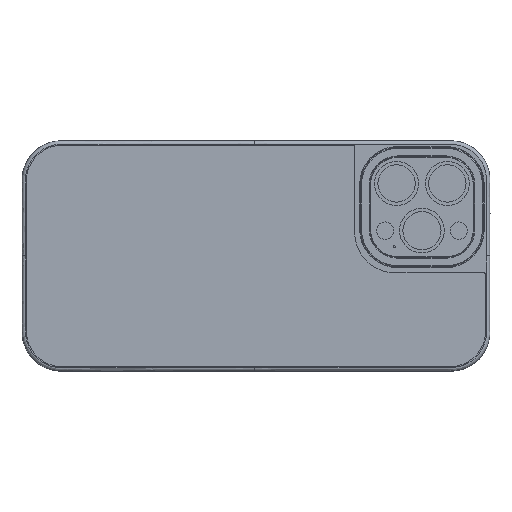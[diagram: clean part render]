
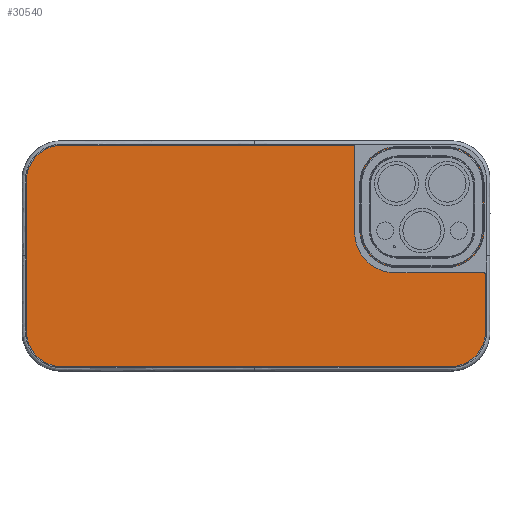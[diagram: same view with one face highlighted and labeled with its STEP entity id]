
A CAD part, top view. The second image highlights one B-rep face of the part: STEP entity #30540.
In plain terms, the highlighted planar face has unit normal (0, 0, 1).
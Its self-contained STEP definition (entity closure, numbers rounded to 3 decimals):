
#29645=CARTESIAN_POINT('',(67.755,26.356,5.475));
#29646=DIRECTION('',(0.,0.,-1.));
#29647=DIRECTION('',(0.,1.,0.));
#29648=AXIS2_PLACEMENT_3D('',#29645,#29646,#29647);
#29650=DIRECTION('',(0.,-1.,0.));
#29651=VECTOR('',#29650,52.712);
#29652=CARTESIAN_POINT('',(80.555,26.356,5.475));
#29653=LINE('',#29652,#29651);
#29654=CARTESIAN_POINT('',(67.755,-26.356,
5.475));
#29655=DIRECTION('',(0.,0.,-1.));
#29656=DIRECTION('',(1.,0.,0.));
#29657=AXIS2_PLACEMENT_3D('',#29654,#29655,#29656);
#29659=DIRECTION('',(-1.,0.,0.));
#29660=VECTOR('',#29659,136.61);
#29661=CARTESIAN_POINT('',(67.755,-39.156,
5.475));
#29662=LINE('',#29661,#29660);
#29663=CARTESIAN_POINT('',(-68.855,-26.356,
5.475));
#29664=DIRECTION('',(0.,0.,-1.));
#29665=DIRECTION('',(0.,-1.,0.));
#29666=AXIS2_PLACEMENT_3D('',#29663,#29664,#29665);
#29668=DIRECTION('',(0.,1.,0.));
#29669=VECTOR('',#29668,52.712);
#29670=CARTESIAN_POINT('',(-81.654,-26.356,
5.475));
#29671=LINE('',#29670,#29669);
#29672=CARTESIAN_POINT('',(-68.855,26.356,
5.475));
#29673=DIRECTION('',(0.,0.,-1.));
#29674=DIRECTION('',(-1.,0.,0.));
#29675=AXIS2_PLACEMENT_3D('',#29672,#29673,#29674);
#29677=DIRECTION('',(1.,0.,0.));
#29678=VECTOR('',#29677,136.61);
#29679=CARTESIAN_POINT('',(-68.855,39.156,
5.475));
#29680=LINE('',#29679,#29678);
#29681=CARTESIAN_POINT('',(49.509,25.164,5.475));
#29682=DIRECTION('',(0.,0.,-1.));
#29683=DIRECTION('',(-1.,0.,0.));
#29684=AXIS2_PLACEMENT_3D('',#29681,#29682,#29683);
#29686=DIRECTION('',(0.,1.,0.));
#29687=VECTOR('',#29686,15.81);
#29688=CARTESIAN_POINT('',(37.487,9.355,5.475));
#29689=LINE('',#29688,#29687);
#29690=CARTESIAN_POINT('',(49.509,9.355,5.475));
#29691=DIRECTION('',(0.,0.,-1.));
#29692=DIRECTION('',(0.,-1.,0.));
#29693=AXIS2_PLACEMENT_3D('',#29690,#29691,#29692);
#29695=DIRECTION('',(-1.,0.,0.));
#29696=VECTOR('',#29695,17.04);
#29697=CARTESIAN_POINT('',(66.548,-2.667,
5.475));
#29698=LINE('',#29697,#29696);
#29699=CARTESIAN_POINT('',(66.548,9.355,5.475));
#29700=DIRECTION('',(0.,0.,-1.));
#29701=DIRECTION('',(1.,0.,0.));
#29702=AXIS2_PLACEMENT_3D('',#29699,#29700,#29701);
#29704=DIRECTION('',(0.,-1.,0.));
#29705=VECTOR('',#29704,15.81);
#29706=CARTESIAN_POINT('',(78.57,25.164,5.475));
#29707=LINE('',#29706,#29705);
#29708=CARTESIAN_POINT('',(66.548,25.164,5.475));
#29709=DIRECTION('',(0.,0.,-1.));
#29710=DIRECTION('',(0.,1.,0.));
#29711=AXIS2_PLACEMENT_3D('',#29708,#29709,#29710);
#29713=DIRECTION('',(1.,0.,0.));
#29714=VECTOR('',#29713,17.04);
#29715=CARTESIAN_POINT('',(49.509,37.186,5.475));
#29716=LINE('',#29715,#29714);
#30033=CARTESIAN_POINT('',(67.755,39.156,5.475));
#30034=CARTESIAN_POINT('',(80.555,26.356,5.475));
#30035=VERTEX_POINT('',#30033);
#30036=VERTEX_POINT('',#30034);
#30037=CARTESIAN_POINT('',(80.555,-26.356,
5.475));
#30038=VERTEX_POINT('',#30037);
#30039=CARTESIAN_POINT('',(67.755,-39.156,
5.475));
#30040=VERTEX_POINT('',#30039);
#30041=CARTESIAN_POINT('',(-68.855,-39.156,
5.475));
#30042=VERTEX_POINT('',#30041);
#30043=CARTESIAN_POINT('',(-81.654,-26.356,
5.475));
#30044=VERTEX_POINT('',#30043);
#30045=CARTESIAN_POINT('',(-81.654,26.356,
5.475));
#30046=VERTEX_POINT('',#30045);
#30047=CARTESIAN_POINT('',(-68.855,39.156,
5.475));
#30048=VERTEX_POINT('',#30047);
#30097=CARTESIAN_POINT('',(37.487,25.164,5.475));
#30098=CARTESIAN_POINT('',(49.509,37.186,5.475));
#30099=VERTEX_POINT('',#30097);
#30100=VERTEX_POINT('',#30098);
#30105=CARTESIAN_POINT('',(66.548,37.186,5.475));
#30106=VERTEX_POINT('',#30105);
#30109=CARTESIAN_POINT('',(78.57,25.164,5.475));
#30110=VERTEX_POINT('',#30109);
#30113=CARTESIAN_POINT('',(78.57,9.355,5.475));
#30114=VERTEX_POINT('',#30113);
#30117=CARTESIAN_POINT('',(66.548,-2.667,5.475));
#30118=VERTEX_POINT('',#30117);
#30121=CARTESIAN_POINT('',(49.509,-2.667,
5.475));
#30122=VERTEX_POINT('',#30121);
#30125=CARTESIAN_POINT('',(37.487,9.355,5.475));
#30126=VERTEX_POINT('',#30125);
#30500=CARTESIAN_POINT('',(-87.419,-64.498,5.475));
#30501=DIRECTION('',(0.,0.,1.));
#30502=DIRECTION('',(1.,0.,0.));
#30503=AXIS2_PLACEMENT_3D('',#30500,#30501,#30502);
#30504=PLANE('',#30503);
#30506=ORIENTED_EDGE('',*,*,#30505,.T.);
#30508=ORIENTED_EDGE('',*,*,#30507,.T.);
#30510=ORIENTED_EDGE('',*,*,#30509,.T.);
#30512=ORIENTED_EDGE('',*,*,#30511,.T.);
#30514=ORIENTED_EDGE('',*,*,#30513,.T.);
#30516=ORIENTED_EDGE('',*,*,#30515,.T.);
#30518=ORIENTED_EDGE('',*,*,#30517,.T.);
#30520=ORIENTED_EDGE('',*,*,#30519,.T.);
#30521=EDGE_LOOP('',(#30506,#30508,#30510,#30512,#30514,#30516,#30518,#30520));
#30522=FACE_OUTER_BOUND('',#30521,.F.);
#30524=ORIENTED_EDGE('',*,*,#30523,.F.);
#30526=ORIENTED_EDGE('',*,*,#30525,.F.);
#30528=ORIENTED_EDGE('',*,*,#30527,.F.);
#30529=ORIENTED_EDGE('',*,*,#30490,.F.);
#30531=ORIENTED_EDGE('',*,*,#30530,.F.);
#30533=ORIENTED_EDGE('',*,*,#30532,.F.);
#30535=ORIENTED_EDGE('',*,*,#30534,.F.);
#30537=ORIENTED_EDGE('',*,*,#30536,.F.);
#30538=EDGE_LOOP('',(#30524,#30526,#30528,#30529,#30531,#30533,#30535,#30537));
#30539=FACE_BOUND('',#30538,.F.);
#29649=CIRCLE('',#29648,12.8);
#29658=CIRCLE('',#29657,12.8);
#29667=CIRCLE('',#29666,12.8);
#29676=CIRCLE('',#29675,12.8);
#29685=CIRCLE('',#29684,12.022);
#29694=CIRCLE('',#29693,12.022);
#29703=CIRCLE('',#29702,12.022);
#29712=CIRCLE('',#29711,12.022);
#30490=EDGE_CURVE('',#30118,#30122,#29698,.T.);
#30505=EDGE_CURVE('',#30035,#30036,#29649,.T.);
#30507=EDGE_CURVE('',#30036,#30038,#29653,.T.);
#30509=EDGE_CURVE('',#30038,#30040,#29658,.T.);
#30511=EDGE_CURVE('',#30040,#30042,#29662,.T.);
#30513=EDGE_CURVE('',#30042,#30044,#29667,.T.);
#30515=EDGE_CURVE('',#30044,#30046,#29671,.T.);
#30517=EDGE_CURVE('',#30046,#30048,#29676,.T.);
#30519=EDGE_CURVE('',#30048,#30035,#29680,.T.);
#30523=EDGE_CURVE('',#30099,#30100,#29685,.T.);
#30525=EDGE_CURVE('',#30126,#30099,#29689,.T.);
#30527=EDGE_CURVE('',#30122,#30126,#29694,.T.);
#30530=EDGE_CURVE('',#30114,#30118,#29703,.T.);
#30532=EDGE_CURVE('',#30110,#30114,#29707,.T.);
#30534=EDGE_CURVE('',#30106,#30110,#29712,.T.);
#30536=EDGE_CURVE('',#30100,#30106,#29716,.T.);
#30540=ADVANCED_FACE('',(#30522,#30539),#30504,.T.);
